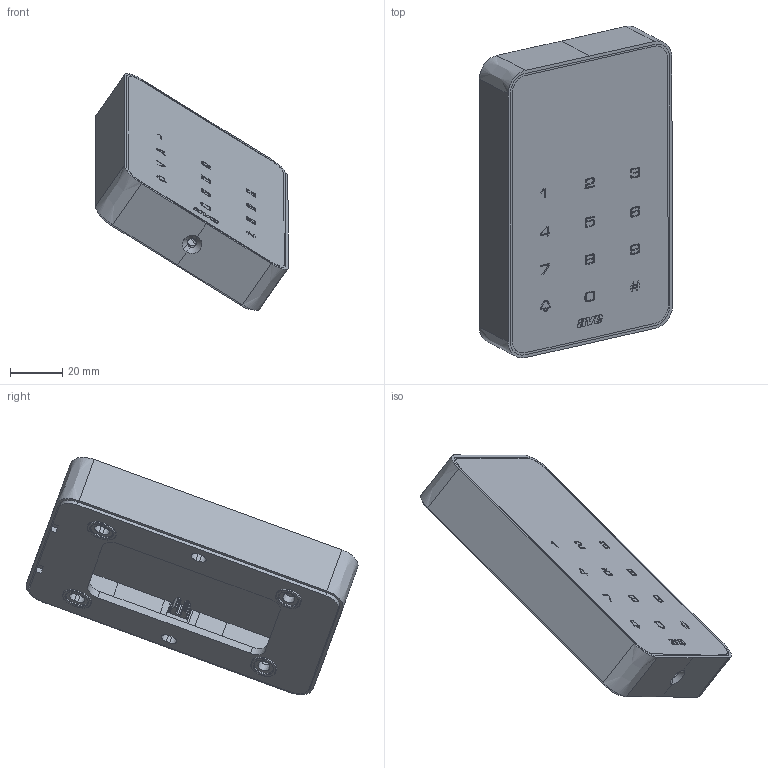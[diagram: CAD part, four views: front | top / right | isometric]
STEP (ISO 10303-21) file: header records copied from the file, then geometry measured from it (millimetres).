
FILE_DESCRIPTION(('CATIA V5 STEP Exchange'),'2;1');
FILE_NAME('441MBTC-TN.stp','2025-07-30T09:57:18+00:00',('none'),('none'),'CATIA Version 5-6 Release 2016 SP6','CATIA V5 STEP AP203','none');
FILE_SCHEMA(('CONFIG_CONTROL_DESIGN'));
Products named in the file (1): 441MBTC-TN
Assembly tree (4 placements, depth 2):
  441MBTC-TN
    #57
    #16568
    #40055
    #45372
Bounding box: 74.09 x 127.19 x 90.88 mm (x, y, z)
Volume: 53101 mm3; surface area: 47571.3 mm2
Topology: 3 solids, 3 shells, 1055 faces, 3133 edges, 2120 vertices
Faces by surface type: extrusion 732, plane 186, cylinder 53, bspline 36, cone 24, torus 24
Entity records: 45389 total; most frequent: CARTESIAN_POINT 20214, ORIENTED_EDGE 6250, EDGE_CURVE 3125, DIRECTION 2837, B_SPLINE_CURVE_WITH_KNOTS 2334, VERTEX_POINT 2116, VECTOR 2061, LINE 1329
